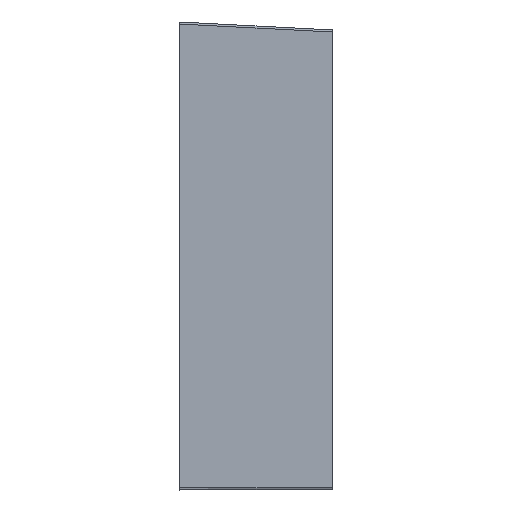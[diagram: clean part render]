
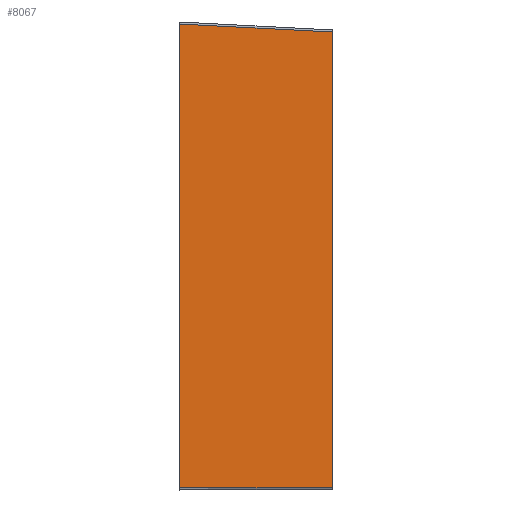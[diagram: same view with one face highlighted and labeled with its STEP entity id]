
A CAD part, left-side view. The second image highlights one B-rep face of the part: STEP entity #8067.
In plain terms, the highlighted planar face has unit normal (-1, -0.026, 0).
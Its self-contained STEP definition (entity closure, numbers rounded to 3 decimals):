
#821 = VERTEX_POINT ( 'NONE', #6054 ) ;
#1227 = DIRECTION ( 'NONE',  ( 0.026, -1., 0.003 ) ) ;
#2017 = ORIENTED_EDGE ( 'NONE', *, *, #8378, .T. ) ;
#2682 = LINE ( 'NONE', #10481, #13891 ) ;
#2921 = VECTOR ( 'NONE', #1227, 1000. ) ;
#2979 = ORIENTED_EDGE ( 'NONE', *, *, #3622, .T. ) ;
#3596 = DIRECTION ( 'NONE',  ( -1., -0.026, 0. ) ) ;
#3622 = EDGE_CURVE ( 'NONE', #5453, #821, #2682, .T. ) ;
#4078 = DIRECTION ( 'NONE',  ( -0.026, 0.998, 0.052 ) ) ;
#5202 = PLANE ( 'NONE',  #18639 ) ;
#5453 = VERTEX_POINT ( 'NONE', #19391 ) ;
#6054 = CARTESIAN_POINT ( 'NONE',  ( -400., 0., 228. ) ) ;
#7954 = LINE ( 'NONE', #14366, #10368 ) ;
#8067 = ADVANCED_FACE ( 'NONE', ( #19861 ), #5202, .T. ) ;
#8378 = EDGE_CURVE ( 'NONE', #11053, #13149, #13868, .T. ) ;
#8645 = CARTESIAN_POINT ( 'NONE',  ( -400., 0., -228. ) ) ;
#10168 = CARTESIAN_POINT ( 'NONE',  ( -396.072, -150., -227.477 ) ) ;
#10368 = VECTOR ( 'NONE', #21020, 1000. ) ;
#10481 = CARTESIAN_POINT ( 'NONE',  ( -400.003, 0.104, 228.005 ) ) ;
#11053 = VERTEX_POINT ( 'NONE', #8645 ) ;
#11674 = VECTOR ( 'NONE', #14165, 1000. ) ;
#12254 = CARTESIAN_POINT ( 'NONE',  ( -400., 0., 230. ) ) ;
#12374 = DIRECTION ( 'NONE',  ( 0.026, -1., 0. ) ) ;
#13149 = VERTEX_POINT ( 'NONE', #10168 ) ;
#13868 = LINE ( 'NONE', #14590, #2921 ) ;
#13891 = VECTOR ( 'NONE', #4078, 1000. ) ;
#14165 = DIRECTION ( 'NONE',  ( 0., 0., 1. ) ) ;
#14366 = CARTESIAN_POINT ( 'NONE',  ( -396.072, -150., 230. ) ) ;
#14590 = CARTESIAN_POINT ( 'NONE',  ( -399.958, -1.598, -227.995 ) ) ;
#15596 = EDGE_CURVE ( 'NONE', #11053, #821, #15867, .T. ) ;
#15867 = LINE ( 'NONE', #12254, #11674 ) ;
#16770 = ORIENTED_EDGE ( 'NONE', *, *, #15596, .F. ) ;
#17499 = EDGE_CURVE ( 'NONE', #5453, #13149, #7954, .T. ) ;
#18248 = CARTESIAN_POINT ( 'NONE',  ( -400., 0., 230. ) ) ;
#18639 = AXIS2_PLACEMENT_3D ( 'NONE', #18248, #3596, #12374 ) ;
#19391 = CARTESIAN_POINT ( 'NONE',  ( -396.072, -150., 220.139 ) ) ;
#19450 = EDGE_LOOP ( 'NONE', ( #20788, #2979, #16770, #2017 ) ) ;
#19861 = FACE_OUTER_BOUND ( 'NONE', #19450, .T. ) ;
#20788 = ORIENTED_EDGE ( 'NONE', *, *, #17499, .F. ) ;
#21020 = DIRECTION ( 'NONE',  ( 0., 0., -1. ) ) ;
